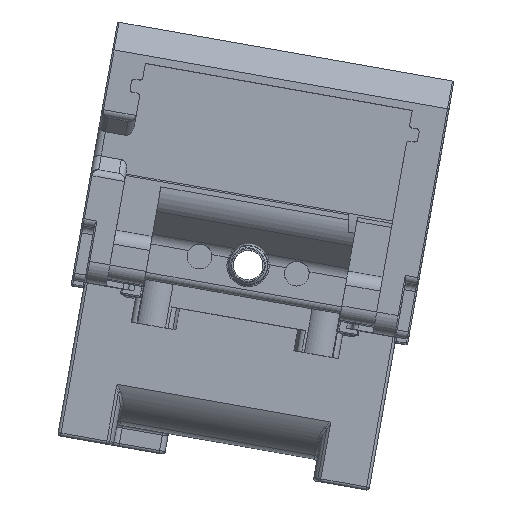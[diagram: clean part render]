
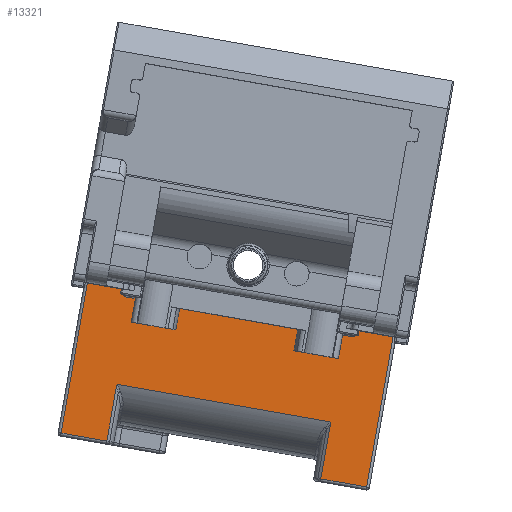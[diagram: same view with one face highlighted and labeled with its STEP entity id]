
A CAD part, top view. The second image highlights one B-rep face of the part: STEP entity #13321.
In plain terms, the highlighted planar face has unit normal (0, 0, 1).
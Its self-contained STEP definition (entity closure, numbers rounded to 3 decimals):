
#179=B_SPLINE_CURVE_WITH_KNOTS('',3,(#24722,#24723,#24724,#24725,#24726,
#24727,#24728,#24729,#24730,#24731,#24732,#24733,#24734,#24735),
 .UNSPECIFIED.,.F.,.F.,(4,2,2,2,2,2,4),(0.,0.003,0.007,
0.013,0.022,0.032,0.048),
 .UNSPECIFIED.);
#180=B_SPLINE_CURVE_WITH_KNOTS('',3,(#24739,#24740,#24741,#24742,#24743,
#24744,#24745,#24746,#24747,#24748,#24749,#24750,#24751,#24752),
 .UNSPECIFIED.,.F.,.F.,(4,2,2,2,2,2,4),(0.,0.003,0.007,
0.013,0.022,0.032,0.048),
 .UNSPECIFIED.);
#459=PLANE('',#14632);
#1022=FACE_OUTER_BOUND('',#1874,.T.);
#1874=EDGE_LOOP('',(#10426,#10427,#10428,#10429,#10430,#10431,#10432,#10433,
#10434,#10435,#10436,#10437,#10438,#10439,#10440,#10441,#10442,#10443,#10444,
#10445));
#2887=CIRCLE('',#14633,0.4);
#2888=CIRCLE('',#14634,0.4);
#3804=LINE('',#24650,#4827);
#3822=LINE('',#24715,#4845);
#3823=LINE('',#24718,#4846);
#3824=LINE('',#24737,#4847);
#3825=LINE('',#24754,#4848);
#3826=LINE('',#24756,#4849);
#3827=LINE('',#24758,#4850);
#3828=LINE('',#24760,#4851);
#3829=LINE('',#24762,#4852);
#3830=LINE('',#24766,#4853);
#3831=LINE('',#24768,#4854);
#3832=LINE('',#24770,#4855);
#3833=LINE('',#24772,#4856);
#3834=LINE('',#24774,#4857);
#3835=LINE('',#24778,#4858);
#3836=LINE('',#24779,#4859);
#4827=VECTOR('',#17650,1000.);
#4845=VECTOR('',#17720,1000.);
#4846=VECTOR('',#17723,1000.);
#4847=VECTOR('',#17728,1000.);
#4848=VECTOR('',#17729,1000.);
#4849=VECTOR('',#17730,1000.);
#4850=VECTOR('',#17731,1000.);
#4851=VECTOR('',#17732,1000.);
#4852=VECTOR('',#17733,1000.);
#4853=VECTOR('',#17736,1000.);
#4854=VECTOR('',#17737,1000.);
#4855=VECTOR('',#17738,1000.);
#4856=VECTOR('',#17739,1000.);
#4857=VECTOR('',#17740,1000.);
#4858=VECTOR('',#17743,1000.);
#4859=VECTOR('',#17744,1000.);
#6089=VERTEX_POINT('',#24645);
#6090=VERTEX_POINT('',#24649);
#6107=VERTEX_POINT('',#24713);
#6108=VERTEX_POINT('',#24717);
#6109=VERTEX_POINT('',#24721);
#6110=VERTEX_POINT('',#24736);
#6111=VERTEX_POINT('',#24738);
#6112=VERTEX_POINT('',#24753);
#6113=VERTEX_POINT('',#24755);
#6114=VERTEX_POINT('',#24757);
#6115=VERTEX_POINT('',#24759);
#6116=VERTEX_POINT('',#24761);
#6117=VERTEX_POINT('',#24763);
#6118=VERTEX_POINT('',#24765);
#6119=VERTEX_POINT('',#24767);
#6120=VERTEX_POINT('',#24769);
#6121=VERTEX_POINT('',#24771);
#6122=VERTEX_POINT('',#24773);
#6123=VERTEX_POINT('',#24775);
#6124=VERTEX_POINT('',#24777);
#7660=EDGE_CURVE('',#6089,#6090,#3804,.T.);
#7694=EDGE_CURVE('',#6107,#6089,#3822,.T.);
#7695=EDGE_CURVE('',#6090,#6108,#3823,.T.);
#7697=EDGE_CURVE('',#6109,#6107,#179,.T.);
#7698=EDGE_CURVE('',#6110,#6109,#3824,.T.);
#7699=EDGE_CURVE('',#6110,#6111,#180,.T.);
#7700=EDGE_CURVE('',#6111,#6112,#3825,.T.);
#7701=EDGE_CURVE('',#6112,#6113,#3826,.T.);
#7702=EDGE_CURVE('',#6113,#6114,#3827,.T.);
#7703=EDGE_CURVE('',#6114,#6115,#3828,.T.);
#7704=EDGE_CURVE('',#6115,#6116,#3829,.T.);
#7705=EDGE_CURVE('',#6116,#6117,#2887,.T.);
#7706=EDGE_CURVE('',#6117,#6118,#3830,.T.);
#7707=EDGE_CURVE('',#6119,#6118,#3831,.T.);
#7708=EDGE_CURVE('',#6119,#6120,#3832,.T.);
#7709=EDGE_CURVE('',#6120,#6121,#3833,.T.);
#7710=EDGE_CURVE('',#6122,#6121,#3834,.T.);
#7711=EDGE_CURVE('',#6123,#6122,#2888,.T.);
#7712=EDGE_CURVE('',#6124,#6123,#3835,.T.);
#7713=EDGE_CURVE('',#6108,#6124,#3836,.T.);
#10426=ORIENTED_EDGE('',*,*,#7660,.F.);
#10427=ORIENTED_EDGE('',*,*,#7694,.F.);
#10428=ORIENTED_EDGE('',*,*,#7697,.F.);
#10429=ORIENTED_EDGE('',*,*,#7698,.F.);
#10430=ORIENTED_EDGE('',*,*,#7699,.T.);
#10431=ORIENTED_EDGE('',*,*,#7700,.T.);
#10432=ORIENTED_EDGE('',*,*,#7701,.T.);
#10433=ORIENTED_EDGE('',*,*,#7702,.T.);
#10434=ORIENTED_EDGE('',*,*,#7703,.T.);
#10435=ORIENTED_EDGE('',*,*,#7704,.T.);
#10436=ORIENTED_EDGE('',*,*,#7705,.T.);
#10437=ORIENTED_EDGE('',*,*,#7706,.T.);
#10438=ORIENTED_EDGE('',*,*,#7707,.F.);
#10439=ORIENTED_EDGE('',*,*,#7708,.T.);
#10440=ORIENTED_EDGE('',*,*,#7709,.T.);
#10441=ORIENTED_EDGE('',*,*,#7710,.F.);
#10442=ORIENTED_EDGE('',*,*,#7711,.F.);
#10443=ORIENTED_EDGE('',*,*,#7712,.F.);
#10444=ORIENTED_EDGE('',*,*,#7713,.F.);
#10445=ORIENTED_EDGE('',*,*,#7695,.F.);
#13321=ADVANCED_FACE('',(#1022),#459,.T.);
#14632=AXIS2_PLACEMENT_3D('',#24720,#17726,#17727);
#14633=AXIS2_PLACEMENT_3D('',#24764,#17734,#17735);
#14634=AXIS2_PLACEMENT_3D('',#24776,#17741,#17742);
#17650=DIRECTION('',(-0.985,0.174,0.));
#17720=DIRECTION('',(-0.174,-0.985,0.));
#17723=DIRECTION('',(0.174,0.985,0.));
#17726=DIRECTION('center_axis',(0.,0.,
1.));
#17727=DIRECTION('ref_axis',(-0.174,-0.985,0.));
#17728=DIRECTION('',(-0.985,0.174,0.));
#17729=DIRECTION('',(-0.174,-0.985,0.));
#17730=DIRECTION('',(0.985,-0.174,0.));
#17731=DIRECTION('',(0.174,0.985,0.));
#17732=DIRECTION('',(-0.985,0.174,0.));
#17733=DIRECTION('',(-0.174,-0.985,0.));
#17734=DIRECTION('center_axis',(0.,0.,
-1.));
#17735=DIRECTION('ref_axis',(0.574,-0.819,0.));
#17736=DIRECTION('',(-0.985,0.174,0.));
#17737=DIRECTION('',(0.174,0.985,0.));
#17738=DIRECTION('',(-0.985,0.174,0.));
#17739=DIRECTION('',(0.174,0.985,0.));
#17740=DIRECTION('',(0.985,-0.174,0.));
#17741=DIRECTION('center_axis',(0.,0.,
1.));
#17742=DIRECTION('ref_axis',(-0.819,-0.574,0.));
#17743=DIRECTION('',(-0.174,-0.985,0.));
#17744=DIRECTION('',(0.985,-0.174,0.));
#24645=CARTESIAN_POINT('',(-18.728,237.894,-30.666));
#24649=CARTESIAN_POINT('',(-25.227,239.04,-30.666));
#24650=CARTESIAN_POINT('',(-3.562,235.22,-30.666));
#24713=CARTESIAN_POINT('',(-17.367,245.612,-30.666));
#24715=CARTESIAN_POINT('',(-14.808,260.126,-30.666));
#24717=CARTESIAN_POINT('',(-21.477,260.312,-30.666));
#24718=CARTESIAN_POINT('',(-22.015,257.26,-30.666));
#24720=CARTESIAN_POINT('Origin',(-23.643,260.694,-30.666));
#24721=CARTESIAN_POINT('',(-17.109,245.911,-30.666));
#24722=CARTESIAN_POINT('Ctrl Pts',(-17.109,245.911,-30.666));
#24723=CARTESIAN_POINT('Ctrl Pts',(-17.12,245.912,-30.666));
#24724=CARTESIAN_POINT('Ctrl Pts',(-17.131,245.913,-30.666));
#24725=CARTESIAN_POINT('Ctrl Pts',(-17.153,245.913,-30.666));
#24726=CARTESIAN_POINT('Ctrl Pts',(-17.163,245.912,-30.666));
#24727=CARTESIAN_POINT('Ctrl Pts',(-17.195,245.905,-30.666));
#24728=CARTESIAN_POINT('Ctrl Pts',(-17.214,245.895,-30.666));
#24729=CARTESIAN_POINT('Ctrl Pts',(-17.256,245.865,-30.666));
#24730=CARTESIAN_POINT('Ctrl Pts',(-17.277,245.842,-30.666));
#24731=CARTESIAN_POINT('Ctrl Pts',(-17.312,245.789,-30.666));
#24732=CARTESIAN_POINT('Ctrl Pts',(-17.326,245.757,-30.666));
#24733=CARTESIAN_POINT('Ctrl Pts',(-17.356,245.674,-30.666));
#24734=CARTESIAN_POINT('Ctrl Pts',(-17.364,245.627,-30.666));
#24735=CARTESIAN_POINT('Ctrl Pts',(-17.367,245.612,-30.666));
#24736=CARTESIAN_POINT('',(12.825,240.632,-30.666));
#24737=CARTESIAN_POINT('',(-2.142,243.271,-30.666));
#24738=CARTESIAN_POINT('',(12.965,240.264,-30.666));
#24739=CARTESIAN_POINT('Ctrl Pts',(12.825,240.632,-30.666));
#24740=CARTESIAN_POINT('Ctrl Pts',(12.836,240.63,-30.666));
#24741=CARTESIAN_POINT('Ctrl Pts',(12.847,240.628,-30.666));
#24742=CARTESIAN_POINT('Ctrl Pts',(12.867,240.62,-30.666));
#24743=CARTESIAN_POINT('Ctrl Pts',(12.876,240.615,-30.666));
#24744=CARTESIAN_POINT('Ctrl Pts',(12.903,240.597,-30.666));
#24745=CARTESIAN_POINT('Ctrl Pts',(12.918,240.582,-30.666));
#24746=CARTESIAN_POINT('Ctrl Pts',(12.948,240.54,-30.666));
#24747=CARTESIAN_POINT('Ctrl Pts',(12.959,240.511,-30.666));
#24748=CARTESIAN_POINT('Ctrl Pts',(12.974,240.449,-30.666));
#24749=CARTESIAN_POINT('Ctrl Pts',(12.977,240.414,-30.666));
#24750=CARTESIAN_POINT('Ctrl Pts',(12.976,240.326,-30.666));
#24751=CARTESIAN_POINT('Ctrl Pts',(12.968,240.279,-30.666));
#24752=CARTESIAN_POINT('Ctrl Pts',(12.965,240.264,-30.666));
#24753=CARTESIAN_POINT('',(11.604,232.546,-30.666));
#24754=CARTESIAN_POINT('',(15.524,254.778,-30.666));
#24755=CARTESIAN_POINT('',(18.104,231.4,-30.666));
#24756=CARTESIAN_POINT('',(-3.562,235.22,-30.666));
#24757=CARTESIAN_POINT('',(21.855,252.672,-30.666));
#24758=CARTESIAN_POINT('',(21.317,249.62,-30.666));
#24759=CARTESIAN_POINT('',(16.635,253.592,-30.666));
#24760=CARTESIAN_POINT('',(24.021,252.29,-30.666));
#24761=CARTESIAN_POINT('',(16.531,253.001,-30.666));
#24762=CARTESIAN_POINT('',(16.635,253.592,-30.666));
#24763=CARTESIAN_POINT('',(16.068,252.677,-30.666));
#24764=CARTESIAN_POINT('Origin',(16.137,253.07,-30.666));
#24765=CARTESIAN_POINT('',(13.31,253.163,-30.666));
#24766=CARTESIAN_POINT('',(19.318,252.103,-30.666));
#24767=CARTESIAN_POINT('',(13.258,252.867,-30.666));
#24768=CARTESIAN_POINT('',(13.428,253.827,-30.666));
#24769=CARTESIAN_POINT('',(-13.332,257.556,-30.666));
#24770=CARTESIAN_POINT('',(-11.953,257.313,-30.666));
#24771=CARTESIAN_POINT('',(-13.279,257.851,-30.666));
#24772=CARTESIAN_POINT('',(-13.162,258.516,-30.666));
#24773=CARTESIAN_POINT('',(-16.037,258.337,-30.666));
#24774=CARTESIAN_POINT('',(19.318,252.103,-30.666));
#24775=CARTESIAN_POINT('',(-16.361,258.801,-30.666));
#24776=CARTESIAN_POINT('Origin',(-15.967,258.731,-30.666));
#24777=CARTESIAN_POINT('',(-16.257,259.392,-30.666));
#24778=CARTESIAN_POINT('',(-16.257,259.392,-30.666));
#24779=CARTESIAN_POINT('',(24.021,252.29,-30.666));
